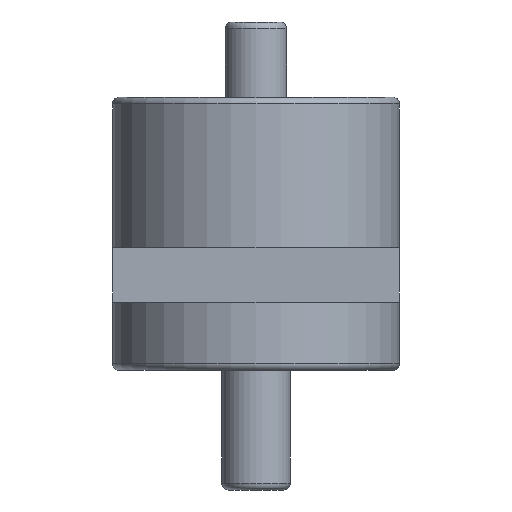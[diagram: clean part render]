
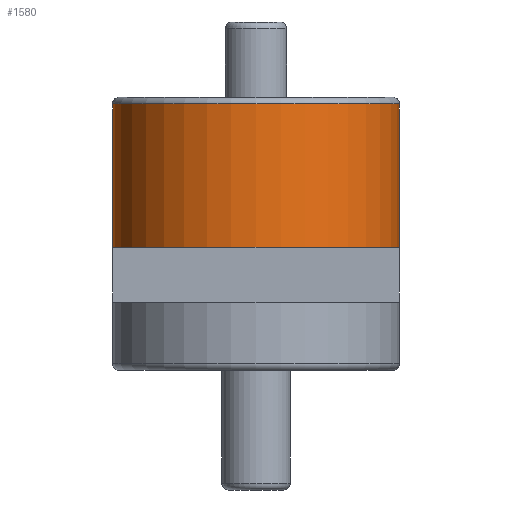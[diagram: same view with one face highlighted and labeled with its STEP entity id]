
A CAD part, left-side view. The second image highlights one B-rep face of the part: STEP entity #1580.
In plain terms, the highlighted cylindrical face has radius 2.1 mm (diameter 4.2 mm), a partial arc.
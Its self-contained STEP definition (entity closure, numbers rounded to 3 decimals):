
#205=FACE_OUTER_BOUND('',#347,.T.);
#347=EDGE_LOOP('',(#1226,#1227,#1228,#1229,#1230));
#468=LINE('',#2696,#543);
#491=LINE('',#2788,#566);
#543=VECTOR('',#2097,10.);
#566=VECTOR('',#2204,10.);
#640=CIRCLE('',#1789,2.1);
#647=CIRCLE('',#1806,2.1);
#648=CIRCLE('',#1809,2.1);
#767=VERTEX_POINT('',#2693);
#768=VERTEX_POINT('',#2695);
#782=VERTEX_POINT('',#2730);
#793=VERTEX_POINT('',#2773);
#795=VERTEX_POINT('',#2779);
#911=EDGE_CURVE('',#768,#767,#468,.T.);
#932=EDGE_CURVE('',#782,#767,#640,.T.);
#954=EDGE_CURVE('',#795,#793,#647,.T.);
#956=EDGE_CURVE('',#793,#768,#648,.T.);
#957=EDGE_CURVE('',#795,#782,#491,.T.);
#1226=ORIENTED_EDGE('',*,*,#932,.F.);
#1227=ORIENTED_EDGE('',*,*,#957,.F.);
#1228=ORIENTED_EDGE('',*,*,#954,.T.);
#1229=ORIENTED_EDGE('',*,*,#956,.T.);
#1230=ORIENTED_EDGE('',*,*,#911,.T.);
#1511=CYLINDRICAL_SURFACE('',#1811,2.1);
#1580=ADVANCED_FACE('',(#205),#1511,.T.);
#1789=AXIS2_PLACEMENT_3D('',#2737,#2142,#2143);
#1806=AXIS2_PLACEMENT_3D('',#2781,#2191,#2192);
#1809=AXIS2_PLACEMENT_3D('',#2785,#2198,#2199);
#1811=AXIS2_PLACEMENT_3D('',#2787,#2202,#2203);
#2097=DIRECTION('',(0.,0.,1.));
#2142=DIRECTION('center_axis',(0.,0.,1.));
#2143=DIRECTION('ref_axis',(-1.,0.,0.));
#2191=DIRECTION('center_axis',(0.,0.,1.));
#2192=DIRECTION('ref_axis',(0.,1.,0.));
#2198=DIRECTION('center_axis',(0.,0.,1.));
#2199=DIRECTION('ref_axis',(0.,1.,0.));
#2202=DIRECTION('center_axis',(0.,0.,1.));
#2203=DIRECTION('ref_axis',(0.,1.,0.));
#2204=DIRECTION('',(0.,0.,1.));
#2693=CARTESIAN_POINT('',(-7.94,-2.1,3.9));
#2695=CARTESIAN_POINT('',(-7.94,-2.1,1.8));
#2696=CARTESIAN_POINT('',(-7.94,-2.1,0.));
#2730=CARTESIAN_POINT('',(-7.94,2.1,3.9));
#2737=CARTESIAN_POINT('Origin',(-7.94,0.,3.9));
#2773=CARTESIAN_POINT('',(-10.04,0.,1.8));
#2779=CARTESIAN_POINT('',(-7.94,2.1,1.8));
#2781=CARTESIAN_POINT('Origin',(-7.94,0.,1.8));
#2785=CARTESIAN_POINT('Origin',(-7.94,0.,1.8));
#2787=CARTESIAN_POINT('Origin',(-7.94,0.,0.));
#2788=CARTESIAN_POINT('',(-7.94,2.1,0.));
